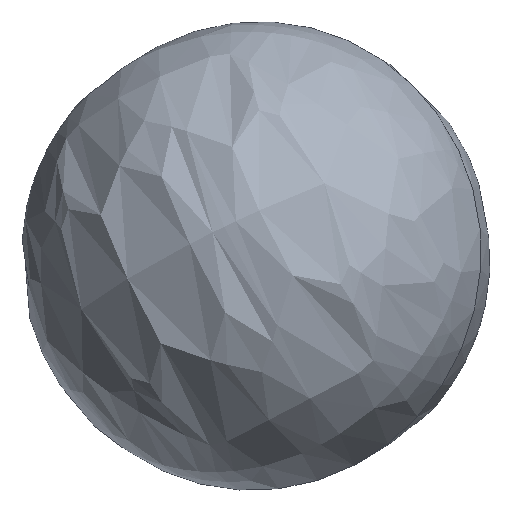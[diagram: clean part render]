
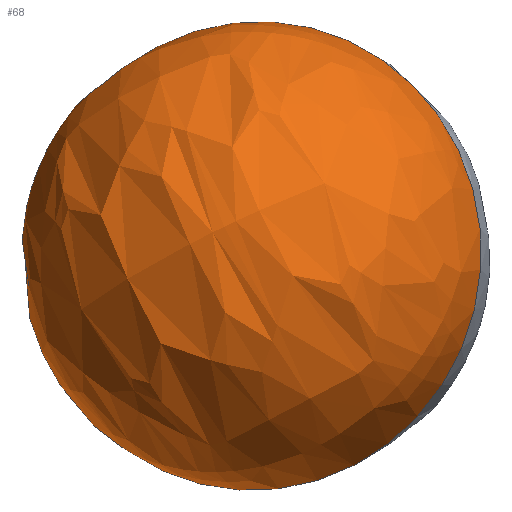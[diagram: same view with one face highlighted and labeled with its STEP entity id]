
A CAD part, top view. The second image highlights one B-rep face of the part: STEP entity #68.
In plain terms, the highlighted free-form (B-spline) face has degree [3, 3] with [4, 4] control points.
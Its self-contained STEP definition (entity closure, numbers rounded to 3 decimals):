
#2 = CARTESIAN_POINT ( 'NONE',  ( 3.258, 13.201, -11.359 ) ) ;
#15 = AXIS2_PLACEMENT_3D ( 'NONE', #127, #87, #95 ) ;
#23 = CARTESIAN_POINT ( 'NONE',  ( 8.742, 16.045, -9.89 ) ) ;
#24 = CARTESIAN_POINT ( 'NONE',  ( 8.742, 16.045, -9.89 ) ) ;
#25 = CARTESIAN_POINT ( 'NONE',  ( 6.09, 21.714, -10.965 ) ) ;
#28 = VERTEX_POINT ( 'NONE', #24 ) ;
#30 = CARTESIAN_POINT ( 'NONE',  ( 3.258, 13.201, -11.359 ) ) ;
#35 =( BOUNDED_SURFACE ( )  B_SPLINE_SURFACE ( 3, 3, ( 
 ( #92, #75, #23, #101 ),
 ( #25, #113, #59, #85 ),
 ( #117, #137, #64, #65 ),
 ( #30, #128, #107, #41 ) ),
 .UNSPECIFIED., .F., .F., .F. ) 
 B_SPLINE_SURFACE_WITH_KNOTS ( ( 4, 4 ),
 ( 4, 4 ),
 ( 0., 1. ),
 ( 0., 1. ),
 .UNSPECIFIED. ) 
 GEOMETRIC_REPRESENTATION_ITEM ( )  RATIONAL_B_SPLINE_SURFACE ( (
 ( 1., 0.333, 0.333, 1.),
 ( 0.333, 0.111, 0.111, 0.333),
 ( 0.333, 0.111, 0.111, 0.333),
 ( 1., 0.333, 0.333, 1.) ) ) 
 REPRESENTATION_ITEM ( '' )  SURFACE ( )  );
#41 = CARTESIAN_POINT ( 'NONE',  ( 3.258, 13.201, -11.359 ) ) ;
#45 = ORIENTED_EDGE ( 'NONE', *, *, #106, .T. ) ;
#55 = CIRCLE ( 'NONE', #112, 3.175 ) ;
#59 = CARTESIAN_POINT ( 'NONE',  ( 7.808, 11.006, 3.352 ) ) ;
#60 = EDGE_CURVE ( 'NONE', #28, #86, #55, .T. ) ;
#64 = CARTESIAN_POINT ( 'NONE',  ( 2.324, 8.162, 1.883 ) ) ;
#65 = CARTESIAN_POINT ( 'NONE',  ( 5.91, 7.532, -10.284 ) ) ;
#68 = ADVANCED_FACE ( 'NONE', ( #111 ), #35, .T. ) ;
#72 = CIRCLE ( 'NONE', #15, 3.175 ) ;
#75 = CARTESIAN_POINT ( 'NONE',  ( 8.742, 16.045, -9.89 ) ) ;
#84 = ORIENTED_EDGE ( 'NONE', *, *, #60, .F. ) ;
#85 = CARTESIAN_POINT ( 'NONE',  ( 11.394, 10.376, -8.815 ) ) ;
#86 = VERTEX_POINT ( 'NONE', #2 ) ;
#87 = DIRECTION ( 'NONE',  ( -0.282, 0.05, 0.958 ) ) ;
#92 = CARTESIAN_POINT ( 'NONE',  ( 8.742, 16.045, -9.89 ) ) ;
#95 = DIRECTION ( 'NONE',  ( 0.864, 0.448, 0.231 ) ) ;
#101 = CARTESIAN_POINT ( 'NONE',  ( 8.742, 16.045, -9.89 ) ) ;
#102 = CARTESIAN_POINT ( 'NONE',  ( 6., 14.623, -10.624 ) ) ;
#106 = EDGE_CURVE ( 'NONE', #28, #86, #72, .T. ) ;
#107 = CARTESIAN_POINT ( 'NONE',  ( 3.258, 13.201, -11.359 ) ) ;
#111 = FACE_OUTER_BOUND ( 'NONE', #129, .T. ) ;
#112 = AXIS2_PLACEMENT_3D ( 'NONE', #102, #125, #147 ) ;
#113 = CARTESIAN_POINT ( 'NONE',  ( 2.505, 22.344, 1.202 ) ) ;
#117 = CARTESIAN_POINT ( 'NONE',  ( 0.606, 18.87, -12.434 ) ) ;
#125 = DIRECTION ( 'NONE',  ( 0.282, -0.05, -0.958 ) ) ;
#127 = CARTESIAN_POINT ( 'NONE',  ( 6., 14.623, -10.624 ) ) ;
#128 = CARTESIAN_POINT ( 'NONE',  ( 3.258, 13.201, -11.359 ) ) ;
#129 = EDGE_LOOP ( 'NONE', ( #84, #45 ) ) ;
#137 = CARTESIAN_POINT ( 'NONE',  ( -2.98, 19.5, -0.267 ) ) ;
#147 = DIRECTION ( 'NONE',  ( 0.864, 0.448, 0.231 ) ) ;
